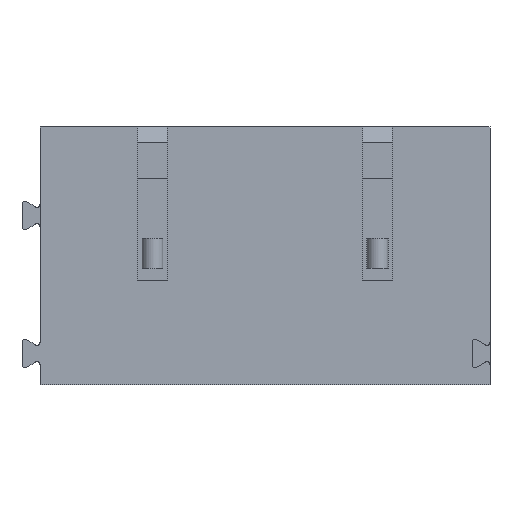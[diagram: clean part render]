
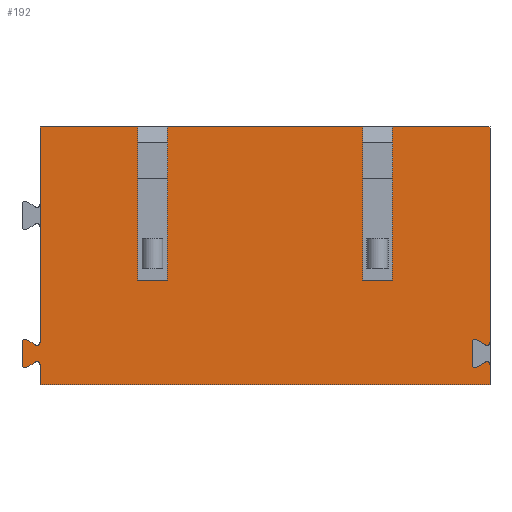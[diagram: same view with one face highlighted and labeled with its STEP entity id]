
A CAD part, front view. The second image highlights one B-rep face of the part: STEP entity #192.
In plain terms, the highlighted planar face has unit normal (0, -1, 0).
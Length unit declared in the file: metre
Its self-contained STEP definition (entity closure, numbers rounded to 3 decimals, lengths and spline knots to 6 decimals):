
#192=ADVANCED_FACE('',(#518),#519,.T.);
#518=FACE_OUTER_BOUND('',#996,.T.);
#519=PLANE('',#997);
#996=EDGE_LOOP('',(#1481,#1482,#1483,#1484,#1485,#1486,#1487,#1488,#1489,#1490,#1491,#1492,#1493,#1494,#1495,#1496,#1497,#1498,#1499,#1500,#1501,#1502,#1503,#1504,#1505,#1506,#1507,#1508));
#997=AXIS2_PLACEMENT_3D('',#1509,#1510,#1511);
#1481=ORIENTED_EDGE('',*,*,#2847,.F.);
#1482=ORIENTED_EDGE('',*,*,#2848,.T.);
#1483=ORIENTED_EDGE('',*,*,#2849,.T.);
#1484=ORIENTED_EDGE('',*,*,#2850,.F.);
#1485=ORIENTED_EDGE('',*,*,#2851,.T.);
#1486=ORIENTED_EDGE('',*,*,#2852,.F.);
#1487=ORIENTED_EDGE('',*,*,#2853,.T.);
#1488=ORIENTED_EDGE('',*,*,#2854,.F.);
#1489=ORIENTED_EDGE('',*,*,#2855,.T.);
#1490=ORIENTED_EDGE('',*,*,#2856,.F.);
#1491=ORIENTED_EDGE('',*,*,#2857,.T.);
#1492=ORIENTED_EDGE('',*,*,#2858,.F.);
#1493=ORIENTED_EDGE('',*,*,#2859,.T.);
#1494=ORIENTED_EDGE('',*,*,#2860,.T.);
#1495=ORIENTED_EDGE('',*,*,#2861,.T.);
#1496=ORIENTED_EDGE('',*,*,#2862,.F.);
#1497=ORIENTED_EDGE('',*,*,#2863,.T.);
#1498=ORIENTED_EDGE('',*,*,#2864,.T.);
#1499=ORIENTED_EDGE('',*,*,#2865,.T.);
#1500=ORIENTED_EDGE('',*,*,#2866,.F.);
#1501=ORIENTED_EDGE('',*,*,#2867,.F.);
#1502=ORIENTED_EDGE('',*,*,#2868,.T.);
#1503=ORIENTED_EDGE('',*,*,#2869,.F.);
#1504=ORIENTED_EDGE('',*,*,#2841,.T.);
#1505=ORIENTED_EDGE('',*,*,#2870,.F.);
#1506=ORIENTED_EDGE('',*,*,#2871,.T.);
#1507=ORIENTED_EDGE('',*,*,#2872,.F.);
#1508=ORIENTED_EDGE('',*,*,#2873,.T.);
#1509=CARTESIAN_POINT('',(0.00295,0.,-0.0051));
#1510=DIRECTION('',(0.0,-1.0,0.0));
#1511=DIRECTION('',(0.0,0.0,1.0));
#2841=EDGE_CURVE('',#3422,#3419,#3423,.T.);
#2847=EDGE_CURVE('',#3431,#3432,#3433,.T.);
#2848=EDGE_CURVE('',#3431,#3434,#3435,.T.);
#2849=EDGE_CURVE('',#3434,#3436,#3437,.T.);
#2850=EDGE_CURVE('',#3438,#3436,#3439,.T.);
#2851=EDGE_CURVE('',#3438,#3440,#3441,.T.);
#2852=EDGE_CURVE('',#3442,#3440,#3443,.T.);
#2853=EDGE_CURVE('',#3442,#3444,#3445,.T.);
#2854=EDGE_CURVE('',#3446,#3444,#3447,.T.);
#2855=EDGE_CURVE('',#3446,#3448,#3449,.T.);
#2856=EDGE_CURVE('',#3450,#3448,#3451,.T.);
#2857=EDGE_CURVE('',#3450,#3452,#3453,.T.);
#2858=EDGE_CURVE('',#3454,#3452,#3455,.T.);
#2859=EDGE_CURVE('',#3454,#3456,#3457,.T.);
#2860=EDGE_CURVE('',#3456,#3458,#3459,.T.);
#2861=EDGE_CURVE('',#3458,#3460,#3461,.T.);
#2862=EDGE_CURVE('',#3462,#3460,#3463,.T.);
#2863=EDGE_CURVE('',#3462,#3464,#3465,.T.);
#2864=EDGE_CURVE('',#3464,#3466,#3467,.T.);
#2865=EDGE_CURVE('',#3466,#3468,#3469,.T.);
#2866=EDGE_CURVE('',#3470,#3468,#3471,.T.);
#2867=EDGE_CURVE('',#3472,#3470,#3473,.T.);
#2868=EDGE_CURVE('',#3472,#3474,#3475,.T.);
#2869=EDGE_CURVE('',#3422,#3474,#3476,.T.);
#2870=EDGE_CURVE('',#3477,#3419,#3478,.T.);
#2871=EDGE_CURVE('',#3477,#3479,#3480,.T.);
#2872=EDGE_CURVE('',#3481,#3479,#3482,.T.);
#2873=EDGE_CURVE('',#3481,#3432,#3483,.T.);
#3419=VERTEX_POINT('',#4298);
#3422=VERTEX_POINT('',#4302);
#3423=CIRCLE('',#4303,0.0001);
#3431=VERTEX_POINT('',#4312);
#3432=VERTEX_POINT('',#4313);
#3433=LINE('',#4314,#4315);
#3434=VERTEX_POINT('',#4316);
#3435=LINE('',#4317,#4318);
#3436=VERTEX_POINT('',#4319);
#3437=LINE('',#4320,#4321);
#3438=VERTEX_POINT('',#4322);
#3439=CIRCLE('',#4323,0.0001);
#3440=VERTEX_POINT('',#4324);
#3441=LINE('',#4325,#4326);
#3442=VERTEX_POINT('',#4327);
#3443=CIRCLE('',#4328,0.0001);
#3444=VERTEX_POINT('',#4329);
#3445=LINE('',#4330,#4331);
#3446=VERTEX_POINT('',#4332);
#3447=CIRCLE('',#4333,0.0001);
#3448=VERTEX_POINT('',#4334);
#3449=LINE('',#4335,#4336);
#3450=VERTEX_POINT('',#4337);
#3451=CIRCLE('',#4338,0.0001);
#3452=VERTEX_POINT('',#4339);
#3453=LINE('',#4340,#4341);
#3454=VERTEX_POINT('',#4342);
#3455=LINE('',#4343,#4344);
#3456=VERTEX_POINT('',#4345);
#3457=LINE('',#4346,#4347);
#3458=VERTEX_POINT('',#4348);
#3459=LINE('',#4349,#4350);
#3460=VERTEX_POINT('',#4351);
#3461=LINE('',#4352,#4353);
#3462=VERTEX_POINT('',#4354);
#3463=LINE('',#4355,#4356);
#3464=VERTEX_POINT('',#4357);
#3465=LINE('',#4358,#4359);
#3466=VERTEX_POINT('',#4360);
#3467=LINE('',#4361,#4362);
#3468=VERTEX_POINT('',#4363);
#3469=LINE('',#4364,#4365);
#3470=VERTEX_POINT('',#4366);
#3471=LINE('',#4367,#4368);
#3472=VERTEX_POINT('',#4369);
#3473=LINE('',#4370,#4371);
#3474=VERTEX_POINT('',#4372);
#3475=CIRCLE('',#4373,0.0001);
#3476=LINE('',#4374,#4375);
#3477=VERTEX_POINT('',#4376);
#3478=LINE('',#4377,#4378);
#3479=VERTEX_POINT('',#4379);
#3480=CIRCLE('',#4380,0.0001);
#3481=VERTEX_POINT('',#4381);
#3482=LINE('',#4382,#4383);
#3483=CIRCLE('',#4384,0.0001);
#4298=CARTESIAN_POINT('',(-0.0006,0.0,-0.007173));
#4302=CARTESIAN_POINT('',(-0.00045,0.0,-0.007087));
#4303=AXIS2_PLACEMENT_3D('',#5488,#5489,#5490);
#4312=CARTESIAN_POINT('',(0.0,0.0,-0.0086));
#4313=CARTESIAN_POINT('',(0.0,0.0,-0.007927));
#4314=CARTESIAN_POINT('',(0.0,0.0,0.0));
#4315=VECTOR('',#5498,1.0);
#4316=CARTESIAN_POINT('',(0.015,0.0,-0.0086));
#4317=CARTESIAN_POINT('',(0.00125,0.,-0.0086));
#4318=VECTOR('',#5499,1.0);
#4319=CARTESIAN_POINT('',(0.015,0.0,-0.007927));
#4320=CARTESIAN_POINT('',(0.015,0.0,0.0));
#4321=VECTOR('',#5500,1.0);
#4322=CARTESIAN_POINT('',(0.01485,0.0,-0.00784));
#4323=AXIS2_PLACEMENT_3D('',#5501,#5502,#5503);
#4324=CARTESIAN_POINT('',(0.01455,0.0,-0.008013));
#4325=CARTESIAN_POINT('',(0.0144,0.0,-0.0081));
#4326=VECTOR('',#5504,1.0);
#4327=CARTESIAN_POINT('',(0.0144,0.0,-0.007927));
#4328=AXIS2_PLACEMENT_3D('',#5505,#5506,#5507);
#4329=CARTESIAN_POINT('',(0.0144,0.0,-0.007173));
#4330=CARTESIAN_POINT('',(0.0144,0.0,-0.007));
#4331=VECTOR('',#5508,1.0);
#4332=CARTESIAN_POINT('',(0.01455,0.0,-0.007087));
#4333=AXIS2_PLACEMENT_3D('',#5509,#5510,#5511);
#4334=CARTESIAN_POINT('',(0.01485,0.0,-0.00726));
#4335=CARTESIAN_POINT('',(0.015,0.0,-0.007346));
#4336=VECTOR('',#5512,1.0);
#4337=CARTESIAN_POINT('',(0.015,0.0,-0.007173));
#4338=AXIS2_PLACEMENT_3D('',#5513,#5514,#5515);
#4339=CARTESIAN_POINT('',(0.015,0.0,0.0));
#4340=CARTESIAN_POINT('',(0.015,0.0,0.0));
#4341=VECTOR('',#5516,1.0);
#4342=CARTESIAN_POINT('',(0.01175,0.0,0.0));
#4343=CARTESIAN_POINT('',(0.00875,0.0,0.0));
#4344=VECTOR('',#5517,1.0);
#4345=CARTESIAN_POINT('',(0.01175,0.,-0.0051));
#4346=CARTESIAN_POINT('',(0.01175,0.0,0.0));
#4347=VECTOR('',#5518,1.0);
#4348=CARTESIAN_POINT('',(0.01075,0.,-0.0051));
#4349=CARTESIAN_POINT('',(0.01045,0.,-0.0051));
#4350=VECTOR('',#5519,1.0);
#4351=CARTESIAN_POINT('',(0.01075,0.,0.0));
#4352=CARTESIAN_POINT('',(0.01075,0.,0.0));
#4353=VECTOR('',#5520,1.0);
#4354=CARTESIAN_POINT('',(0.00425,0.0,0.0));
#4355=CARTESIAN_POINT('',(0.00125,0.,0.0));
#4356=VECTOR('',#5521,1.0);
#4357=CARTESIAN_POINT('',(0.00425,0.,-0.0051));
#4358=CARTESIAN_POINT('',(0.00425,0.0,0.0));
#4359=VECTOR('',#5522,1.0);
#4360=CARTESIAN_POINT('',(0.00325,0.,-0.0051));
#4361=CARTESIAN_POINT('',(0.00295,0.,-0.0051));
#4362=VECTOR('',#5523,1.0);
#4363=CARTESIAN_POINT('',(0.00325,0.0,0.0));
#4364=CARTESIAN_POINT('',(0.00325,0.0,0.0));
#4365=VECTOR('',#5524,1.0);
#4366=CARTESIAN_POINT('',(0.0,0.0,0.0));
#4367=CARTESIAN_POINT('',(0.00125,0.0,0.0));
#4368=VECTOR('',#5525,1.0);
#4369=CARTESIAN_POINT('',(0.0,0.0,-0.007173));
#4370=CARTESIAN_POINT('',(0.0,0.0,0.0));
#4371=VECTOR('',#5526,1.0);
#4372=CARTESIAN_POINT('',(-0.00015,0.0,-0.00726));
#4373=AXIS2_PLACEMENT_3D('',#5527,#5528,#5529);
#4374=CARTESIAN_POINT('',(0.0,0.0,-0.007346));
#4375=VECTOR('',#5530,1.0);
#4376=CARTESIAN_POINT('',(-0.0006,0.0,-0.007927));
#4377=CARTESIAN_POINT('',(-0.0006,0.0,-0.007));
#4378=VECTOR('',#5531,1.0);
#4379=CARTESIAN_POINT('',(-0.00045,0.0,-0.008013));
#4380=AXIS2_PLACEMENT_3D('',#5532,#5533,#5534);
#4381=CARTESIAN_POINT('',(-0.00015,0.0,-0.00784));
#4382=CARTESIAN_POINT('',(-0.0006,0.0,-0.0081));
#4383=VECTOR('',#5535,1.0);
#4384=AXIS2_PLACEMENT_3D('',#5536,#5537,#5538);
#5488=CARTESIAN_POINT('',(-0.0005,0.0,-0.007173));
#5489=DIRECTION('',(0.0,-1.0,0.0));
#5490=DIRECTION('',(0.0,0.0,-1.0));
#5498=DIRECTION('',(0.0,0.0,1.0));
#5499=DIRECTION('',(1.0,0.0,0.0));
#5500=DIRECTION('',(0.0,0.0,1.0));
#5501=CARTESIAN_POINT('',(0.0149,0.0,-0.007927));
#5502=DIRECTION('',(0.0,1.0,0.0));
#5503=DIRECTION('',(0.0,0.0,-1.0));
#5504=DIRECTION('',(-0.866,0.0,-0.5));
#5505=CARTESIAN_POINT('',(0.0145,0.0,-0.007927));
#5506=DIRECTION('',(0.0,-1.0,0.0));
#5507=DIRECTION('',(0.0,0.0,-1.0));
#5508=DIRECTION('',(0.0,0.0,1.0));
#5509=CARTESIAN_POINT('',(0.0145,0.0,-0.007173));
#5510=DIRECTION('',(0.0,-1.0,0.0));
#5511=DIRECTION('',(0.0,0.0,-1.0));
#5512=DIRECTION('',(0.866,0.0,-0.5));
#5513=CARTESIAN_POINT('',(0.0149,0.0,-0.007173));
#5514=DIRECTION('',(0.0,1.0,0.0));
#5515=DIRECTION('',(0.0,0.0,-1.0));
#5516=DIRECTION('',(0.0,0.0,1.0));
#5517=DIRECTION('',(1.0,0.0,0.0));
#5518=DIRECTION('',(0.0,0.0,-1.0));
#5519=DIRECTION('',(-1.0,0.0,0.0));
#5520=DIRECTION('',(0.0,0.0,1.0));
#5521=DIRECTION('',(1.0,0.0,0.0));
#5522=DIRECTION('',(0.0,0.0,-1.0));
#5523=DIRECTION('',(-1.0,0.0,0.0));
#5524=DIRECTION('',(0.0,0.0,1.0));
#5525=DIRECTION('',(1.0,0.0,0.0));
#5526=DIRECTION('',(0.0,0.0,1.0));
#5527=CARTESIAN_POINT('',(-0.0001,0.0,-0.007173));
#5528=DIRECTION('',(0.0,1.0,0.0));
#5529=DIRECTION('',(0.0,0.0,-1.0));
#5530=DIRECTION('',(0.866,0.0,-0.5));
#5531=DIRECTION('',(0.0,0.0,1.0));
#5532=CARTESIAN_POINT('',(-0.0005,0.0,-0.007927));
#5533=DIRECTION('',(0.0,-1.0,0.0));
#5534=DIRECTION('',(0.0,0.0,-1.0));
#5535=DIRECTION('',(-0.866,0.0,-0.5));
#5536=CARTESIAN_POINT('',(-0.0001,0.0,-0.007927));
#5537=DIRECTION('',(0.0,1.0,0.0));
#5538=DIRECTION('',(0.0,0.0,-1.0));
